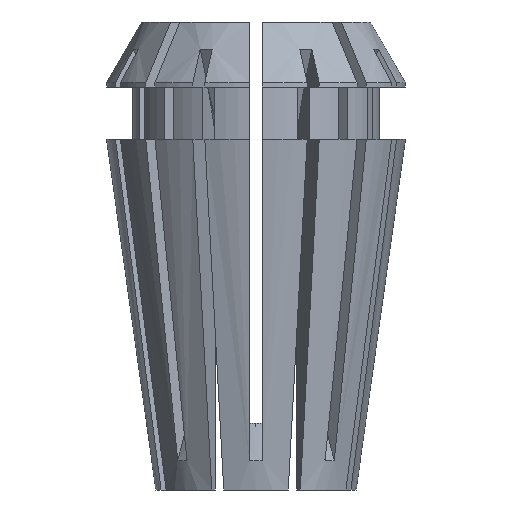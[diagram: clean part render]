
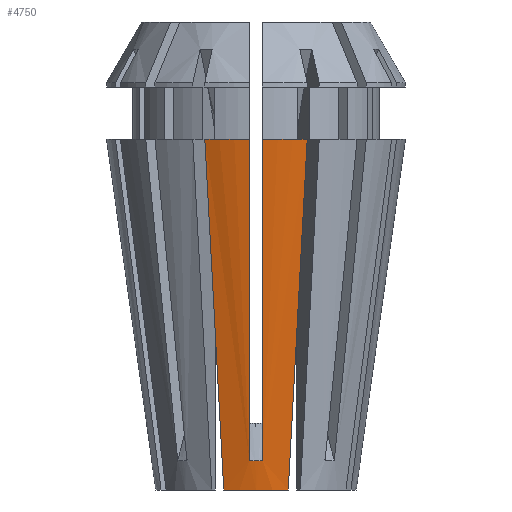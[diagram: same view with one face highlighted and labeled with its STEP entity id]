
A CAD part, left-side view. The second image highlights one B-rep face of the part: STEP entity #4750.
In plain terms, the highlighted conical face has half-angle 8 degrees and reference radius 3.856 mm.
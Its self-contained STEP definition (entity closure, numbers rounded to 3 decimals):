
#41 = ORIENTED_EDGE ( 'NONE', *, *, #3062, .T. ) ;
#61 = CARTESIAN_POINT ( 'NONE',  ( -4.972, -1.789, 10.166 ) ) ;
#62 = CARTESIAN_POINT ( 'NONE',  ( -4.942, -0.25, 7.773 ) ) ;
#68 = CIRCLE ( 'NONE', #919, 5.753 ) ;
#71 = ORIENTED_EDGE ( 'NONE', *, *, #3892, .F. ) ;
#145 = CIRCLE ( 'NONE', #2181, 5.753 ) ;
#148 = CARTESIAN_POINT ( 'NONE',  ( -3.954, 1.367, 2.332 ) ) ;
#166 = DIRECTION ( 'NONE',  ( -1., 0., 0. ) ) ;
#180 = DIRECTION ( 'NONE',  ( 0., 0., -1. ) ) ;
#211 = B_SPLINE_CURVE_WITH_KNOTS ( 'NONE', 3,
 ( #4539, #543, #1670, #62, #2962, #2133, #2474 ),
 .UNSPECIFIED., .F., .F.,
 ( 4, 3, 4 ),
 ( 0.02, 0.026, 0.033 ),
 .UNSPECIFIED. ) ;
#230 = CARTESIAN_POINT ( 'NONE',  ( -4.105, -1.43, 3.498 ) ) ;
#390 = CIRCLE ( 'NONE', #1391, 3.856 ) ;
#399 = VERTEX_POINT ( 'NONE', #3676 ) ;
#543 = CARTESIAN_POINT ( 'NONE',  ( -5.479, -0.25, 11.591 ) ) ;
#695 = CARTESIAN_POINT ( 'NONE',  ( -4.008, 0.25, 1.143 ) ) ;
#761 = EDGE_CURVE ( 'NONE', #2011, #3246, #3800, .T. ) ;
#778 = EDGE_CURVE ( 'NONE', #399, #4512, #4201, .T. ) ;
#919 = AXIS2_PLACEMENT_3D ( 'NONE', #1540, #1950, #2352 ) ;
#920 = CARTESIAN_POINT ( 'NONE',  ( -4.016, 0.083, 1.123 ) ) ;
#939 = EDGE_CURVE ( 'NONE', #4512, #3771, #1666, .T. ) ;
#962 = CARTESIAN_POINT ( 'NONE',  ( -4.105, 1.43, 3.498 ) ) ;
#1145 = CARTESIAN_POINT ( 'NONE',  ( -4.631, 0.25, 5.563 ) ) ;
#1391 = AXIS2_PLACEMENT_3D ( 'NONE', #2641, #180, #4232 ) ;
#1425 = CARTESIAN_POINT ( 'NONE',  ( -3.802, 1.304, 1.166 ) ) ;
#1493 = CARTESIAN_POINT ( 'NONE',  ( -5.21, 0.25, 9.682 ) ) ;
#1540 = CARTESIAN_POINT ( 'NONE',  ( 0., 0., 13.5 ) ) ;
#1544 = CARTESIAN_POINT ( 'NONE',  ( -3.65, -1.241, 0. ) ) ;
#1592 = ORIENTED_EDGE ( 'NONE', *, *, #3441, .T. ) ;
#1666 = B_SPLINE_CURVE_WITH_KNOTS ( 'NONE', 3,
 ( #2449, #920, #3463, #4688 ),
 .UNSPECIFIED., .F., .F.,
 ( 4, 4 ),
 ( 0., 0.001 ),
 .UNSPECIFIED. ) ;
#1669 = CARTESIAN_POINT ( 'NONE',  ( -5.406, -1.969, 13.5 ) ) ;
#1670 = CARTESIAN_POINT ( 'NONE',  ( -5.21, -0.25, 9.682 ) ) ;
#1950 = DIRECTION ( 'NONE',  ( 0., 0., -1. ) ) ;
#2011 = VERTEX_POINT ( 'NONE', #2351 ) ;
#2133 = CARTESIAN_POINT ( 'NONE',  ( -4.32, -0.25, 3.353 ) ) ;
#2181 = AXIS2_PLACEMENT_3D ( 'NONE', #4997, #5053, #166 ) ;
#2351 = CARTESIAN_POINT ( 'NONE',  ( -5.406, -1.969, 13.5 ) ) ;
#2352 = DIRECTION ( 'NONE',  ( -1., 0., 0. ) ) ;
#2393 = CARTESIAN_POINT ( 'NONE',  ( -4.008, 0.25, 1.143 ) ) ;
#2449 = CARTESIAN_POINT ( 'NONE',  ( -4.008, 0.25, 1.143 ) ) ;
#2474 = CARTESIAN_POINT ( 'NONE',  ( -4.008, -0.25, 1.143 ) ) ;
#2567 = CARTESIAN_POINT ( 'NONE',  ( -4.539, -1.61, 6.832 ) ) ;
#2570 = DIRECTION ( 'NONE',  ( 1., 0., 0. ) ) ;
#2623 = CARTESIAN_POINT ( 'NONE',  ( -5.406, 1.969, 13.5 ) ) ;
#2636 = CARTESIAN_POINT ( 'NONE',  ( -5.406, 1.969, 13.5 ) ) ;
#2641 = CARTESIAN_POINT ( 'NONE',  ( 0., 0., 0. ) ) ;
#2676 = EDGE_LOOP ( 'NONE', ( #41, #1592, #71, #3510, #4786, #4162, #3628, #5106 ) ) ;
#2748 = FACE_OUTER_BOUND ( 'NONE', #2676, .T. ) ;
#2962 = CARTESIAN_POINT ( 'NONE',  ( -4.631, -0.25, 5.563 ) ) ;
#3047 = DIRECTION ( 'NONE',  ( 0., 0., 1. ) ) ;
#3056 = CARTESIAN_POINT ( 'NONE',  ( -3.65, 1.241, 0. ) ) ;
#3062 = EDGE_CURVE ( 'NONE', #399, #4710, #145, .T. ) ;
#3072 = VERTEX_POINT ( 'NONE', #3056 ) ;
#3082 = B_SPLINE_CURVE_WITH_KNOTS ( 'NONE', 3,
 ( #2623, #3390, #3371, #962, #148, #1425, #3855 ),
 .UNSPECIFIED., .F., .F.,
 ( 4, 3, 4 ),
 ( 0., 0.01, 0.014 ),
 .UNSPECIFIED. ) ;
#3130 = CARTESIAN_POINT ( 'NONE',  ( -5.748, 0.25, 13.5 ) ) ;
#3246 = VERTEX_POINT ( 'NONE', #3302 ) ;
#3302 = CARTESIAN_POINT ( 'NONE',  ( -3.65, -1.241, 0. ) ) ;
#3371 = CARTESIAN_POINT ( 'NONE',  ( -4.539, 1.61, 6.832 ) ) ;
#3390 = CARTESIAN_POINT ( 'NONE',  ( -4.972, 1.789, 10.166 ) ) ;
#3439 = CARTESIAN_POINT ( 'NONE',  ( 0., 0., 0. ) ) ;
#3441 = EDGE_CURVE ( 'NONE', #4710, #3072, #3082, .T. ) ;
#3463 = CARTESIAN_POINT ( 'NONE',  ( -4.016, -0.083, 1.123 ) ) ;
#3491 = CARTESIAN_POINT ( 'NONE',  ( -3.954, -1.367, 2.332 ) ) ;
#3510 = ORIENTED_EDGE ( 'NONE', *, *, #761, .F. ) ;
#3581 = CARTESIAN_POINT ( 'NONE',  ( -5.479, 0.25, 11.591 ) ) ;
#3628 = ORIENTED_EDGE ( 'NONE', *, *, #939, .F. ) ;
#3676 = CARTESIAN_POINT ( 'NONE',  ( -5.748, 0.25, 13.5 ) ) ;
#3699 = EDGE_CURVE ( 'NONE', #2011, #4399, #68, .T. ) ;
#3771 = VERTEX_POINT ( 'NONE', #4919 ) ;
#3800 = B_SPLINE_CURVE_WITH_KNOTS ( 'NONE', 3,
 ( #1669, #61, #2567, #230, #3491, #3995, #1544 ),
 .UNSPECIFIED., .F., .F.,
 ( 4, 3, 4 ),
 ( 0., 0.01, 0.014 ),
 .UNSPECIFIED. ) ;
#3855 = CARTESIAN_POINT ( 'NONE',  ( -3.65, 1.241, 0. ) ) ;
#3892 = EDGE_CURVE ( 'NONE', #3246, #3072, #390, .T. ) ;
#3995 = CARTESIAN_POINT ( 'NONE',  ( -3.802, -1.304, 1.166 ) ) ;
#4162 = ORIENTED_EDGE ( 'NONE', *, *, #5065, .T. ) ;
#4201 = B_SPLINE_CURVE_WITH_KNOTS ( 'NONE', 3,
 ( #3130, #3581, #1493, #5201, #1145, #5217, #695 ),
 .UNSPECIFIED., .F., .F.,
 ( 4, 3, 4 ),
 ( 0.02, 0.026, 0.033 ),
 .UNSPECIFIED. ) ;
#4232 = DIRECTION ( 'NONE',  ( -1., 0., 0. ) ) ;
#4399 = VERTEX_POINT ( 'NONE', #4611 ) ;
#4512 = VERTEX_POINT ( 'NONE', #2393 ) ;
#4539 = CARTESIAN_POINT ( 'NONE',  ( -5.748, -0.25, 13.5 ) ) ;
#4594 = CONICAL_SURFACE ( 'NONE', #4714, 3.856, 0.14 ) ;
#4611 = CARTESIAN_POINT ( 'NONE',  ( -5.748, -0.25, 13.5 ) ) ;
#4688 = CARTESIAN_POINT ( 'NONE',  ( -4.008, -0.25, 1.143 ) ) ;
#4710 = VERTEX_POINT ( 'NONE', #2636 ) ;
#4714 = AXIS2_PLACEMENT_3D ( 'NONE', #3439, #3047, #2570 ) ;
#4750 = ADVANCED_FACE ( 'NONE', ( #2748 ), #4594, .T. ) ;
#4786 = ORIENTED_EDGE ( 'NONE', *, *, #3699, .T. ) ;
#4919 = CARTESIAN_POINT ( 'NONE',  ( -4.008, -0.25, 1.143 ) ) ;
#4997 = CARTESIAN_POINT ( 'NONE',  ( 0., 0., 13.5 ) ) ;
#5053 = DIRECTION ( 'NONE',  ( 0., 0., -1. ) ) ;
#5065 = EDGE_CURVE ( 'NONE', #4399, #3771, #211, .T. ) ;
#5106 = ORIENTED_EDGE ( 'NONE', *, *, #778, .F. ) ;
#5201 = CARTESIAN_POINT ( 'NONE',  ( -4.942, 0.25, 7.773 ) ) ;
#5217 = CARTESIAN_POINT ( 'NONE',  ( -4.32, 0.25, 3.353 ) ) ;
